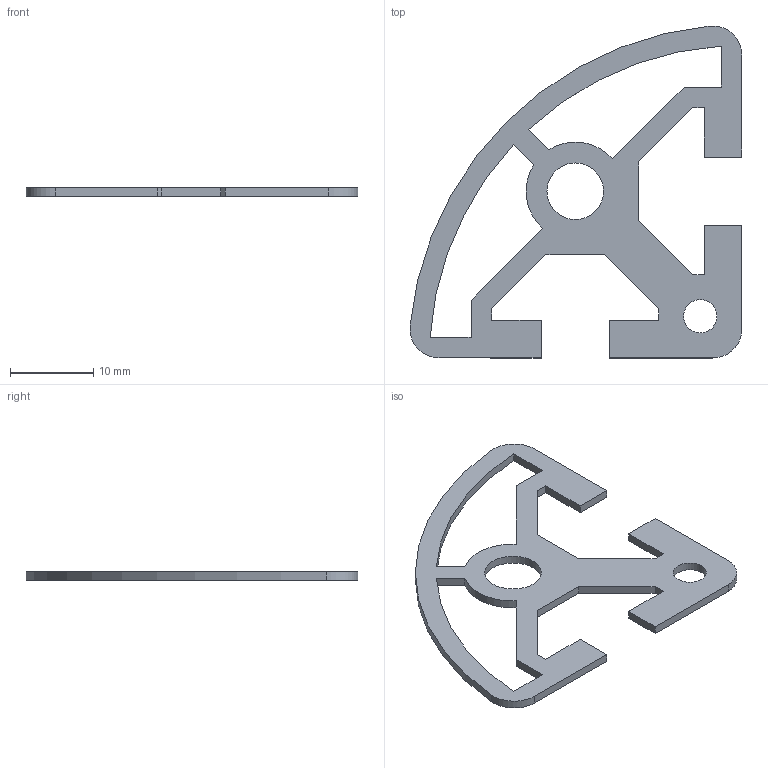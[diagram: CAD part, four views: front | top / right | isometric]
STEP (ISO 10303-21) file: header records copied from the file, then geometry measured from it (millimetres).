
FILE_DESCRIPTION((''),'2;1');
FILE_NAME('SP721_extern.ipt.step','2007-09-10T15:11:54',(''),(''),'Autodesk Inventor 11','Autodesk Inventor 11','');
FILE_SCHEMA(('AUTOMOTIVE_DESIGN { 1 0 10303 214 1 1 1 1 }'));
Length unit declared in the file: millimetre
Products named in the file (1): SP721_extern
Bounding box: 39.82 x 39.82 x 1 mm (x, y, z)
Volume: 611.3 mm3; surface area: 1594.2 mm2
Topology: 1 solids, 1 shells, 42 faces, 122 edges, 82 vertices
Faces by surface type: plane 32, cylinder 8, bspline 2
Entity records: 1419 total; most frequent: CARTESIAN_POINT 275, ORIENTED_EDGE 236, DIRECTION 220, EDGE_CURVE 118, VECTOR 98, LINE 98, VERTEX_POINT 80, AXIS2_PLACEMENT_3D 61
